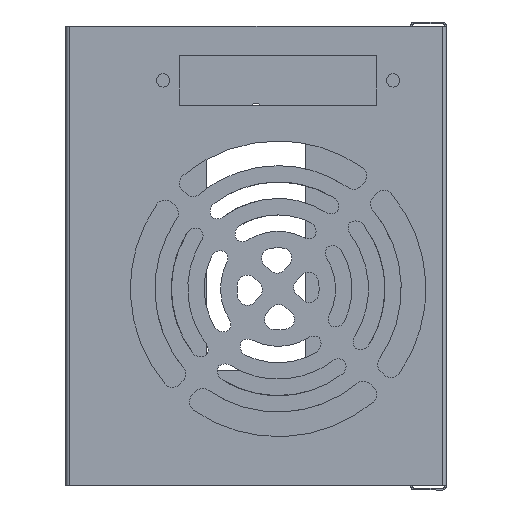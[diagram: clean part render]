
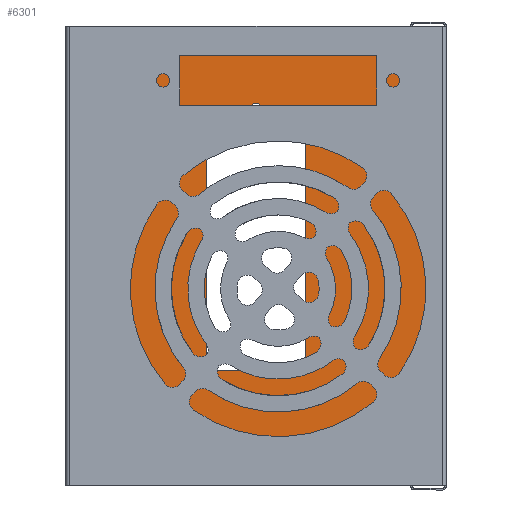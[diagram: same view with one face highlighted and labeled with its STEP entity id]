
A CAD part, left-side view. The second image highlights one B-rep face of the part: STEP entity #6301.
In plain terms, the highlighted planar face has unit normal (-1, 0, 0).
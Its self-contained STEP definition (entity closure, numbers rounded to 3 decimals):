
#17 = PLANE ( 'NONE',  #6432 ) ;
#96 = CARTESIAN_POINT ( 'NONE',  ( 309.291, 59.462, -21.466 ) ) ;
#159 = VERTEX_POINT ( 'NONE', #5116 ) ;
#262 = DIRECTION ( 'NONE',  ( 1., 0., 0. ) ) ;
#406 = ORIENTED_EDGE ( 'NONE', *, *, #7682, .T. ) ;
#569 = VERTEX_POINT ( 'NONE', #7839 ) ;
#680 = AXIS2_PLACEMENT_3D ( 'NONE', #4517, #262, #1018 ) ;
#698 = CARTESIAN_POINT ( 'NONE',  ( 309.291, 72.962, 58.534 ) ) ;
#786 = ORIENTED_EDGE ( 'NONE', *, *, #9162, .T. ) ;
#887 = DIRECTION ( 'NONE',  ( 0., -1., 0. ) ) ;
#899 = LINE ( 'NONE', #1607, #7458 ) ;
#951 = EDGE_CURVE ( 'NONE', #159, #1085, #4953, .T. ) ;
#968 = CARTESIAN_POINT ( 'NONE',  ( 309.291, -369.077, -46.466 ) ) ;
#1018 = DIRECTION ( 'NONE',  ( 0., 1., 0. ) ) ;
#1085 = VERTEX_POINT ( 'NONE', #3742 ) ;
#1129 = VECTOR ( 'NONE', #7776, 1000. ) ;
#1190 = DIRECTION ( 'NONE',  ( 0., -1., 0. ) ) ;
#1443 = DIRECTION ( 'NONE',  ( 1., 0., 0. ) ) ;
#1508 = EDGE_CURVE ( 'NONE', #4081, #159, #899, .T. ) ;
#1607 = CARTESIAN_POINT ( 'NONE',  ( 309.291, 72.962, -11.466 ) ) ;
#1842 = EDGE_CURVE ( 'NONE', #6492, #5063, #6681, .T. ) ;
#1904 = ORIENTED_EDGE ( 'NONE', *, *, #1842, .F. ) ;
#2209 = DIRECTION ( 'NONE',  ( 0., 1., 0. ) ) ;
#2240 = ORIENTED_EDGE ( 'NONE', *, *, #5051, .T. ) ;
#2274 = LINE ( 'NONE', #8579, #9307 ) ;
#2482 = VECTOR ( 'NONE', #1190, 1000. ) ;
#2507 = CIRCLE ( 'NONE', #6732, 1.5 ) ;
#2634 = CIRCLE ( 'NONE', #5798, 1.5 ) ;
#2754 = DIRECTION ( 'NONE',  ( -1., 0., 0. ) ) ;
#3004 = LINE ( 'NONE', #8054, #3537 ) ;
#3138 = CARTESIAN_POINT ( 'NONE',  ( 309.291, 1.237, 0. ) ) ;
#3511 = CARTESIAN_POINT ( 'NONE',  ( 309.291, 114.687, 0. ) ) ;
#3537 = VECTOR ( 'NONE', #887, 1000. ) ;
#3577 = EDGE_CURVE ( 'NONE', #4702, #5063, #7662, .T. ) ;
#3742 = CARTESIAN_POINT ( 'NONE',  ( 309.291, 72.962, 58.534 ) ) ;
#3769 = CARTESIAN_POINT ( 'NONE',  ( 309.291, 114.687, -46.466 ) ) ;
#3850 = CIRCLE ( 'NONE', #680, 1.5 ) ;
#3939 = DIRECTION ( 'NONE',  ( 0., 1., 0. ) ) ;
#3956 = ORIENTED_EDGE ( 'NONE', *, *, #3577, .T. ) ;
#4081 = VERTEX_POINT ( 'NONE', #5000 ) ;
#4136 = LINE ( 'NONE', #7020, #1129 ) ;
#4160 = VECTOR ( 'NONE', #4653, 1000. ) ;
#4184 = FACE_BOUND ( 'NONE', #6308, .T. ) ;
#4331 = EDGE_CURVE ( 'NONE', #5773, #8999, #2634, .T. ) ;
#4334 = DIRECTION ( 'NONE',  ( 0., 1., 0. ) ) ;
#4517 = CARTESIAN_POINT ( 'NONE',  ( 309.291, 57.962, 68.534 ) ) ;
#4526 = ORIENTED_EDGE ( 'NONE', *, *, #4861, .T. ) ;
#4570 = EDGE_CURVE ( 'NONE', #1085, #8889, #3004, .T. ) ;
#4605 = CARTESIAN_POINT ( 'NONE',  ( 309.291, 1.237, -46.466 ) ) ;
#4653 = DIRECTION ( 'NONE',  ( 0., 0., -1. ) ) ;
#4669 = DIRECTION ( 'NONE',  ( 1., 0., 0. ) ) ;
#4690 = ORIENTED_EDGE ( 'NONE', *, *, #1508, .T. ) ;
#4693 = CARTESIAN_POINT ( 'NONE',  ( 309.291, 114.687, 93.534 ) ) ;
#4702 = VERTEX_POINT ( 'NONE', #3769 ) ;
#4738 = DIRECTION ( 'NONE',  ( 1., 0., 0. ) ) ;
#4861 = EDGE_CURVE ( 'NONE', #8889, #4081, #4136, .T. ) ;
#4953 = LINE ( 'NONE', #698, #8658 ) ;
#5000 = CARTESIAN_POINT ( 'NONE',  ( 309.291, 42.962, -11.466 ) ) ;
#5051 = EDGE_CURVE ( 'NONE', #5732, #569, #3850, .T. ) ;
#5063 = VERTEX_POINT ( 'NONE', #4605 ) ;
#5083 = CARTESIAN_POINT ( 'NONE',  ( 309.291, 56.462, -21.466 ) ) ;
#5116 = CARTESIAN_POINT ( 'NONE',  ( 309.291, 72.962, -11.466 ) ) ;
#5215 = CARTESIAN_POINT ( 'NONE',  ( 309.291, 1.237, 93.534 ) ) ;
#5220 = EDGE_LOOP ( 'NONE', ( #2240, #8791 ) ) ;
#5686 = ORIENTED_EDGE ( 'NONE', *, *, #4570, .T. ) ;
#5732 = VERTEX_POINT ( 'NONE', #7367 ) ;
#5773 = VERTEX_POINT ( 'NONE', #96 ) ;
#5798 = AXIS2_PLACEMENT_3D ( 'NONE', #8955, #4669, #8302 ) ;
#5986 = EDGE_CURVE ( 'NONE', #569, #5732, #2507, .T. ) ;
#5991 = AXIS2_PLACEMENT_3D ( 'NONE', #6054, #4738, #3939 ) ;
#6054 = CARTESIAN_POINT ( 'NONE',  ( 309.291, 57.962, -21.466 ) ) ;
#6301 = ADVANCED_FACE ( 'NONE', ( #6488, #6304, #4184, #9181 ), #17, .T. ) ;
#6304 = FACE_BOUND ( 'NONE', #9088, .T. ) ;
#6308 = EDGE_LOOP ( 'NONE', ( #5686, #4526, #4690, #8828 ) ) ;
#6432 = AXIS2_PLACEMENT_3D ( 'NONE', #7060, #2754, #8515 ) ;
#6488 = FACE_BOUND ( 'NONE', #5220, .T. ) ;
#6492 = VERTEX_POINT ( 'NONE', #5215 ) ;
#6585 = LINE ( 'NONE', #3511, #6928 ) ;
#6681 = LINE ( 'NONE', #3138, #4160 ) ;
#6732 = AXIS2_PLACEMENT_3D ( 'NONE', #7911, #1443, #4334 ) ;
#6928 = VECTOR ( 'NONE', #8742, 1000. ) ;
#7020 = CARTESIAN_POINT ( 'NONE',  ( 309.291, 42.962, 58.534 ) ) ;
#7060 = CARTESIAN_POINT ( 'NONE',  ( 309.291, -308.867, 0. ) ) ;
#7104 = ORIENTED_EDGE ( 'NONE', *, *, #7491, .T. ) ;
#7145 = ORIENTED_EDGE ( 'NONE', *, *, #4331, .T. ) ;
#7351 = CIRCLE ( 'NONE', #5991, 1.5 ) ;
#7367 = CARTESIAN_POINT ( 'NONE',  ( 309.291, 59.462, 68.534 ) ) ;
#7458 = VECTOR ( 'NONE', #8683, 1000. ) ;
#7491 = EDGE_CURVE ( 'NONE', #8999, #5773, #7351, .T. ) ;
#7662 = LINE ( 'NONE', #968, #2482 ) ;
#7682 = EDGE_CURVE ( 'NONE', #6492, #8001, #2274, .T. ) ;
#7776 = DIRECTION ( 'NONE',  ( 0., 0., -1. ) ) ;
#7839 = CARTESIAN_POINT ( 'NONE',  ( 309.291, 56.462, 68.534 ) ) ;
#7911 = CARTESIAN_POINT ( 'NONE',  ( 309.291, 57.962, 68.534 ) ) ;
#8001 = VERTEX_POINT ( 'NONE', #4693 ) ;
#8054 = CARTESIAN_POINT ( 'NONE',  ( 309.291, 72.962, 58.534 ) ) ;
#8249 = EDGE_LOOP ( 'NONE', ( #1904, #406, #786, #3956 ) ) ;
#8302 = DIRECTION ( 'NONE',  ( 0., 1., 0. ) ) ;
#8486 = DIRECTION ( 'NONE',  ( 0., 0., 1. ) ) ;
#8515 = DIRECTION ( 'NONE',  ( 0., 0., 1. ) ) ;
#8579 = CARTESIAN_POINT ( 'NONE',  ( 309.291, -369.077, 93.534 ) ) ;
#8658 = VECTOR ( 'NONE', #8486, 1000. ) ;
#8683 = DIRECTION ( 'NONE',  ( 0., 1., 0. ) ) ;
#8742 = DIRECTION ( 'NONE',  ( 0., 0., -1. ) ) ;
#8791 = ORIENTED_EDGE ( 'NONE', *, *, #5986, .T. ) ;
#8828 = ORIENTED_EDGE ( 'NONE', *, *, #951, .T. ) ;
#8889 = VERTEX_POINT ( 'NONE', #9332 ) ;
#8955 = CARTESIAN_POINT ( 'NONE',  ( 309.291, 57.962, -21.466 ) ) ;
#8999 = VERTEX_POINT ( 'NONE', #5083 ) ;
#9088 = EDGE_LOOP ( 'NONE', ( #7145, #7104 ) ) ;
#9162 = EDGE_CURVE ( 'NONE', #8001, #4702, #6585, .T. ) ;
#9181 = FACE_OUTER_BOUND ( 'NONE', #8249, .T. ) ;
#9307 = VECTOR ( 'NONE', #2209, 1000. ) ;
#9332 = CARTESIAN_POINT ( 'NONE',  ( 309.291, 42.962, 58.534 ) ) ;
